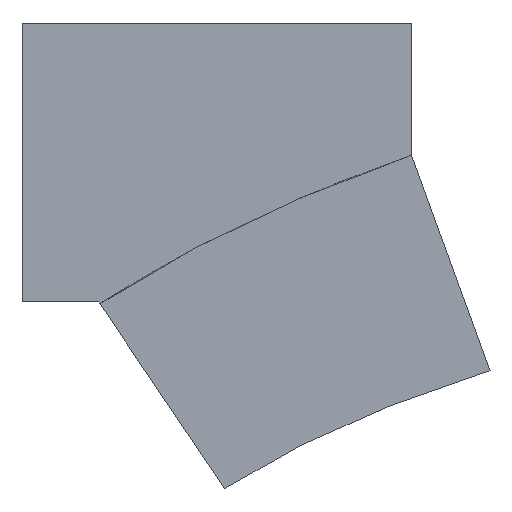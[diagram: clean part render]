
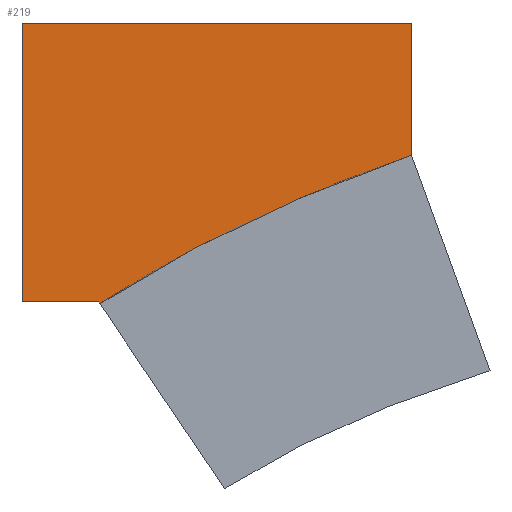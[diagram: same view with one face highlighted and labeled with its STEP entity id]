
A CAD part, front view. The second image highlights one B-rep face of the part: STEP entity #219.
In plain terms, the highlighted planar face has unit normal (0, -1, 0).
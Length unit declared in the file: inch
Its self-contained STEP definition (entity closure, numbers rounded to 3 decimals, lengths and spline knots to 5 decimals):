
#27=B_SPLINE_CURVE_WITH_KNOTS('',3,(#394,#395,#396,#397,#398,#399),
 .UNSPECIFIED.,.F.,.F.,(4,2,4),(-63.42733,-49.23219,-13.93187),
 .UNSPECIFIED.);
#43=FACE_OUTER_BOUND('',#55,.T.);
#55=EDGE_LOOP('',(#193,#194,#195,#196,#197,#198,#199));
#56=LINE('',#281,#73);
#60=LINE('',#289,#77);
#64=LINE('',#326,#81);
#67=LINE('',#359,#84);
#68=LINE('',#362,#85);
#72=LINE('',#444,#89);
#73=VECTOR('',#246,0.3937);
#77=VECTOR('',#252,0.3937);
#81=VECTOR('',#258,0.3937);
#84=VECTOR('',#263,0.3937);
#85=VECTOR('',#266,0.3937);
#89=VECTOR('',#272,0.3937);
#90=VERTEX_POINT('',#279);
#91=VERTEX_POINT('',#280);
#94=VERTEX_POINT('',#288);
#101=VERTEX_POINT('',#323);
#102=VERTEX_POINT('',#325);
#107=VERTEX_POINT('',#352);
#108=VERTEX_POINT('',#361);
#110=EDGE_CURVE('',#90,#91,#56,.T.);
#114=EDGE_CURVE('',#94,#90,#60,.T.);
#122=EDGE_CURVE('',#102,#101,#64,.T.);
#129=EDGE_CURVE('',#101,#107,#67,.T.);
#130=EDGE_CURVE('',#108,#102,#68,.T.);
#133=EDGE_CURVE('',#94,#107,#27,.T.);
#137=EDGE_CURVE('',#108,#91,#72,.T.);
#193=ORIENTED_EDGE('',*,*,#114,.T.);
#194=ORIENTED_EDGE('',*,*,#110,.T.);
#195=ORIENTED_EDGE('',*,*,#137,.F.);
#196=ORIENTED_EDGE('',*,*,#130,.T.);
#197=ORIENTED_EDGE('',*,*,#122,.T.);
#198=ORIENTED_EDGE('',*,*,#129,.T.);
#199=ORIENTED_EDGE('',*,*,#133,.F.);
#207=PLANE('',#241);
#219=ADVANCED_FACE('',(#43),#207,.T.);
#241=AXIS2_PLACEMENT_3D('',#516,#275,#276);
#246=DIRECTION('',(0.,0.,1.));
#252=DIRECTION('',(-0.342,0.,0.94));
#258=DIRECTION('',(1.,0.,0.));
#263=DIRECTION('',(0.559,0.,-0.829));
#266=DIRECTION('',(0.,0.,-1.));
#272=DIRECTION('',(1.,0.,0.));
#275=DIRECTION('center_axis',(0.,-1.,0.));
#276=DIRECTION('ref_axis',(-1.,0.,0.));
#279=CARTESIAN_POINT('',(-48.60003,-2.,31.94013));
#280=CARTESIAN_POINT('',(-48.60003,-2.,39.5001));
#281=CARTESIAN_POINT('',(-48.60003,-2.,35.72011));
#288=CARTESIAN_POINT('',(-48.59309,-2.,31.92105));
#289=CARTESIAN_POINT('',(-40.55917,-2.,9.84806));
#323=CARTESIAN_POINT('',(-66.59245,-2.,23.47791));
#325=CARTESIAN_POINT('',(-71.,-2.,23.47791));
#326=CARTESIAN_POINT('',(-0.02367,-2.,23.47791));
#352=CARTESIAN_POINT('',(-66.51712,-2.,23.36623));
#359=CARTESIAN_POINT('',(-48.79397,-2.,-2.90941));
#361=CARTESIAN_POINT('',(-71.,-2.,39.5001));
#362=CARTESIAN_POINT('',(-71.,-2.,39.5001));
#394=CARTESIAN_POINT('Ctrl Pts',(-48.59309,-2.,31.92105));
#395=CARTESIAN_POINT('Ctrl Pts',(-50.42892,-2.,31.2804));
#396=CARTESIAN_POINT('Ctrl Pts',(-52.21471,-2.,30.60164));
#397=CARTESIAN_POINT('Ctrl Pts',(-58.248,-2.,28.10515));
#398=CARTESIAN_POINT('Ctrl Pts',(-62.56619,-2.,25.94452));
#399=CARTESIAN_POINT('Ctrl Pts',(-66.51712,-2.,23.36623));
#444=CARTESIAN_POINT('',(0.,-2.,39.5001));
#516=CARTESIAN_POINT('Origin',(71.,-2.,39.5001));
